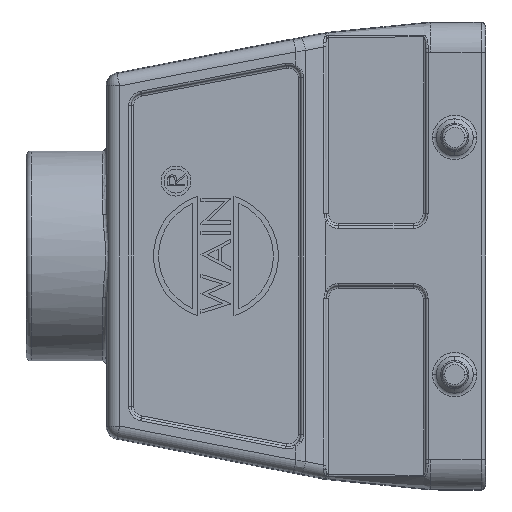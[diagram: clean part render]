
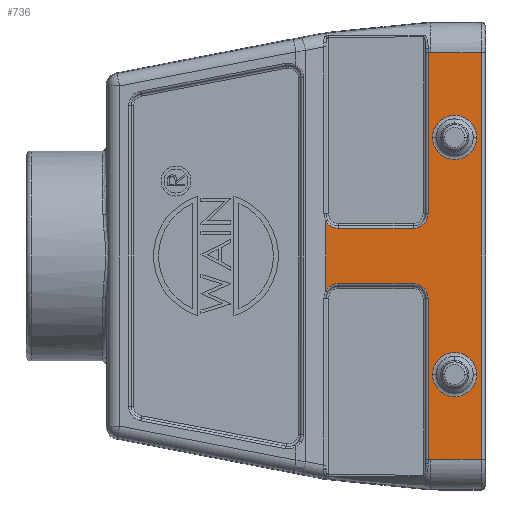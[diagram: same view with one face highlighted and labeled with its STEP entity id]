
A CAD part, left-side view. The second image highlights one B-rep face of the part: STEP entity #736.
In plain terms, the highlighted planar face has unit normal (-1, 0, 0).
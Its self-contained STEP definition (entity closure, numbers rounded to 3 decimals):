
#358=FACE_BOUND('',#2481,.T.);
#359=FACE_BOUND('',#2482,.T.);
#360=FACE_BOUND('',#2483,.T.);
#736=ADVANCED_FACE('',(#358,#359,#360),#1423,.F.);
#1423=PLANE('',#12643);
#2481=EDGE_LOOP('',(#5928,#5929,#5930,#5931,#5932,#5933,#5934,#5935,#5936,
#5937,#5938,#5939,#5940,#5941));
#2482=EDGE_LOOP('',(#5942,#5943));
#2483=EDGE_LOOP('',(#5944,#5945));
#3268=B_SPLINE_CURVE_WITH_KNOTS('',3,(#18715,#18716,#18717,#18718),
 .UNSPECIFIED.,.F.,.F.,(4,4),(0.,1.),.UNSPECIFIED.);
#3858=LINE('',#18713,#4690);
#3859=LINE('',#18720,#4691);
#3860=LINE('',#18724,#4692);
#3861=LINE('',#18728,#4693);
#3862=LINE('',#18732,#4694);
#3863=LINE('',#18736,#4695);
#3864=LINE('',#18738,#4696);
#3865=LINE('',#18740,#4697);
#3866=LINE('',#18742,#4698);
#4690=VECTOR('',#14125,1.);
#4691=VECTOR('',#14128,1.);
#4692=VECTOR('',#14131,1.);
#4693=VECTOR('',#14134,1.);
#4694=VECTOR('',#14137,1.);
#4695=VECTOR('',#14140,1.);
#4696=VECTOR('',#14141,1.);
#4697=VECTOR('',#14142,1.);
#4698=VECTOR('',#14143,1.);
#5928=ORIENTED_EDGE('',*,*,#10505,.T.);
#5929=ORIENTED_EDGE('',*,*,#10506,.F.);
#5930=ORIENTED_EDGE('',*,*,#10507,.T.);
#5931=ORIENTED_EDGE('',*,*,#10508,.F.);
#5932=ORIENTED_EDGE('',*,*,#10509,.T.);
#5933=ORIENTED_EDGE('',*,*,#10510,.F.);
#5934=ORIENTED_EDGE('',*,*,#10511,.F.);
#5935=ORIENTED_EDGE('',*,*,#10512,.F.);
#5936=ORIENTED_EDGE('',*,*,#10513,.T.);
#5937=ORIENTED_EDGE('',*,*,#10514,.F.);
#5938=ORIENTED_EDGE('',*,*,#10515,.T.);
#5939=ORIENTED_EDGE('',*,*,#10516,.F.);
#5940=ORIENTED_EDGE('',*,*,#10517,.T.);
#5941=ORIENTED_EDGE('',*,*,#10518,.T.);
#5942=ORIENTED_EDGE('',*,*,#10519,.F.);
#5943=ORIENTED_EDGE('',*,*,#10520,.F.);
#5944=ORIENTED_EDGE('',*,*,#10521,.F.);
#5945=ORIENTED_EDGE('',*,*,#10522,.F.);
#9275=VERTEX_POINT('',#18696);
#9277=VERTEX_POINT('',#18712);
#9278=VERTEX_POINT('',#18719);
#9279=VERTEX_POINT('',#18721);
#9280=VERTEX_POINT('',#18723);
#9281=VERTEX_POINT('',#18725);
#9282=VERTEX_POINT('',#18727);
#9283=VERTEX_POINT('',#18729);
#9284=VERTEX_POINT('',#18731);
#9285=VERTEX_POINT('',#18733);
#9286=VERTEX_POINT('',#18735);
#9287=VERTEX_POINT('',#18737);
#9288=VERTEX_POINT('',#18739);
#9289=VERTEX_POINT('',#18741);
#9290=VERTEX_POINT('',#18744);
#9291=VERTEX_POINT('',#18745);
#9292=VERTEX_POINT('',#18748);
#9293=VERTEX_POINT('',#18749);
#10505=EDGE_CURVE('',#9275,#9277,#3858,.T.);
#10506=EDGE_CURVE('',#9278,#9277,#3268,.T.);
#10507=EDGE_CURVE('',#9278,#9279,#3859,.T.);
#10508=EDGE_CURVE('',#9280,#9279,#12069,.T.);
#10509=EDGE_CURVE('',#9280,#9281,#3860,.T.);
#10510=EDGE_CURVE('',#9282,#9281,#12070,.T.);
#10511=EDGE_CURVE('',#9283,#9282,#3861,.T.);
#10512=EDGE_CURVE('',#9284,#9283,#12071,.T.);
#10513=EDGE_CURVE('',#9284,#9285,#3862,.T.);
#10514=EDGE_CURVE('',#9286,#9285,#12072,.T.);
#10515=EDGE_CURVE('',#9286,#9287,#3863,.T.);
#10516=EDGE_CURVE('',#9288,#9287,#3864,.T.);
#10517=EDGE_CURVE('',#9288,#9289,#3865,.T.);
#10518=EDGE_CURVE('',#9289,#9275,#3866,.T.);
#10519=EDGE_CURVE('',#9290,#9291,#12073,.T.);
#10520=EDGE_CURVE('',#9291,#9290,#12074,.T.);
#10521=EDGE_CURVE('',#9292,#9293,#12075,.T.);
#10522=EDGE_CURVE('',#9293,#9292,#12076,.T.);
#12069=CIRCLE('',#12635,2.974);
#12070=CIRCLE('',#12636,2.974);
#12071=CIRCLE('',#12637,2.974);
#12072=CIRCLE('',#12638,2.974);
#12073=CIRCLE('',#12639,4.414);
#12074=CIRCLE('',#12640,4.414);
#12075=CIRCLE('',#12641,4.414);
#12076=CIRCLE('',#12642,4.414);
#12635=AXIS2_PLACEMENT_3D('',#18722,#14129,#14130);
#12636=AXIS2_PLACEMENT_3D('',#18726,#14132,#14133);
#12637=AXIS2_PLACEMENT_3D('',#18730,#14135,#14136);
#12638=AXIS2_PLACEMENT_3D('',#18734,#14138,#14139);
#12639=AXIS2_PLACEMENT_3D('',#18743,#14144,#14145);
#12640=AXIS2_PLACEMENT_3D('',#18746,#14146,#14147);
#12641=AXIS2_PLACEMENT_3D('',#18747,#14148,#14149);
#12642=AXIS2_PLACEMENT_3D('',#18750,#14150,#14151);
#12643=AXIS2_PLACEMENT_3D('',#18751,#14152,#14153);
#14125=DIRECTION('',(0.,1.,0.));
#14128=DIRECTION('',(0.,0.,-1.));
#14129=DIRECTION('',(-1.,0.,0.));
#14130=DIRECTION('',(0.,0.,-1.));
#14131=DIRECTION('',(0.,1.,0.));
#14132=DIRECTION('',(-1.,0.,0.));
#14133=DIRECTION('',(0.,0.84,-0.542));
#14134=DIRECTION('',(0.,0.,1.));
#14135=DIRECTION('',(-1.,0.,0.));
#14136=DIRECTION('',(0.,0.,1.));
#14137=DIRECTION('',(0.,-1.,0.));
#14138=DIRECTION('',(-1.,0.,0.));
#14139=DIRECTION('',(0.,-1.,0.));
#14140=DIRECTION('',(0.,0.,-1.));
#14141=DIRECTION('',(0.,0.998,-0.058));
#14142=DIRECTION('',(0.,-1.,0.));
#14143=DIRECTION('',(0.,0.,1.));
#14144=DIRECTION('',(-1.,0.,0.));
#14145=DIRECTION('',(0.,1.,0.));
#14146=DIRECTION('',(-1.,0.,0.));
#14147=DIRECTION('',(0.,-1.,0.));
#14148=DIRECTION('',(-1.,0.,0.));
#14149=DIRECTION('',(0.,1.,0.));
#14150=DIRECTION('',(-1.,0.,0.));
#14151=DIRECTION('',(0.,-1.,0.));
#14152=DIRECTION('',(1.,0.,0.));
#14153=DIRECTION('',(0.,1.,0.));
#18696=CARTESIAN_POINT('',(-21.5,-53.685,40.712));
#18712=CARTESIAN_POINT('',(-21.5,-43.585,40.712));
#18713=CARTESIAN_POINT('',(-21.5,-53.685,40.712));
#18715=CARTESIAN_POINT('',(-21.5,-43.059,40.743));
#18716=CARTESIAN_POINT('',(-21.5,-43.234,40.733));
#18717=CARTESIAN_POINT('',(-21.5,-43.409,40.722));
#18718=CARTESIAN_POINT('',(-21.5,-43.585,40.712));
#18719=CARTESIAN_POINT('',(-21.5,-43.059,40.743));
#18720=CARTESIAN_POINT('',(-21.5,-43.059,40.743));
#18721=CARTESIAN_POINT('',(-21.5,-43.059,8.5));
#18722=CARTESIAN_POINT('',(-21.5,-40.085,8.5));
#18723=CARTESIAN_POINT('',(-21.5,-40.085,5.526));
#18724=CARTESIAN_POINT('',(-21.5,-40.085,5.526));
#18725=CARTESIAN_POINT('',(-21.5,-25.085,5.526));
#18726=CARTESIAN_POINT('',(-21.5,-25.085,8.5));
#18727=CARTESIAN_POINT('',(-21.5,-22.585,6.888));
#18728=CARTESIAN_POINT('',(-21.5,-22.585,-6.888));
#18729=CARTESIAN_POINT('',(-21.5,-22.585,-6.888));
#18730=CARTESIAN_POINT('',(-21.5,-25.085,-8.5));
#18731=CARTESIAN_POINT('',(-21.5,-25.085,-5.526));
#18732=CARTESIAN_POINT('',(-21.5,-25.085,-5.526));
#18733=CARTESIAN_POINT('',(-21.5,-40.085,-5.526));
#18734=CARTESIAN_POINT('',(-21.5,-40.085,-8.5));
#18735=CARTESIAN_POINT('',(-21.5,-43.059,-8.5));
#18736=CARTESIAN_POINT('',(-21.5,-43.059,-8.5));
#18737=CARTESIAN_POINT('',(-21.5,-43.059,-40.743));
#18738=CARTESIAN_POINT('',(-21.5,-43.585,-40.712));
#18739=CARTESIAN_POINT('',(-21.5,-43.585,-40.712));
#18740=CARTESIAN_POINT('',(-21.5,-43.585,-40.712));
#18741=CARTESIAN_POINT('',(-21.5,-53.685,-40.712));
#18742=CARTESIAN_POINT('',(-21.5,-53.685,-40.712));
#18743=CARTESIAN_POINT('',(-21.5,-48.385,23.75));
#18744=CARTESIAN_POINT('',(-21.5,-43.97,23.75));
#18745=CARTESIAN_POINT('',(-21.5,-52.799,23.75));
#18746=CARTESIAN_POINT('',(-21.5,-48.385,23.75));
#18747=CARTESIAN_POINT('',(-21.5,-48.385,-23.75));
#18748=CARTESIAN_POINT('',(-21.5,-43.97,-23.75));
#18749=CARTESIAN_POINT('',(-21.5,-52.799,-23.75));
#18750=CARTESIAN_POINT('',(-21.5,-48.385,-23.75));
#18751=CARTESIAN_POINT('',(-21.5,-43.585,-40.712));
